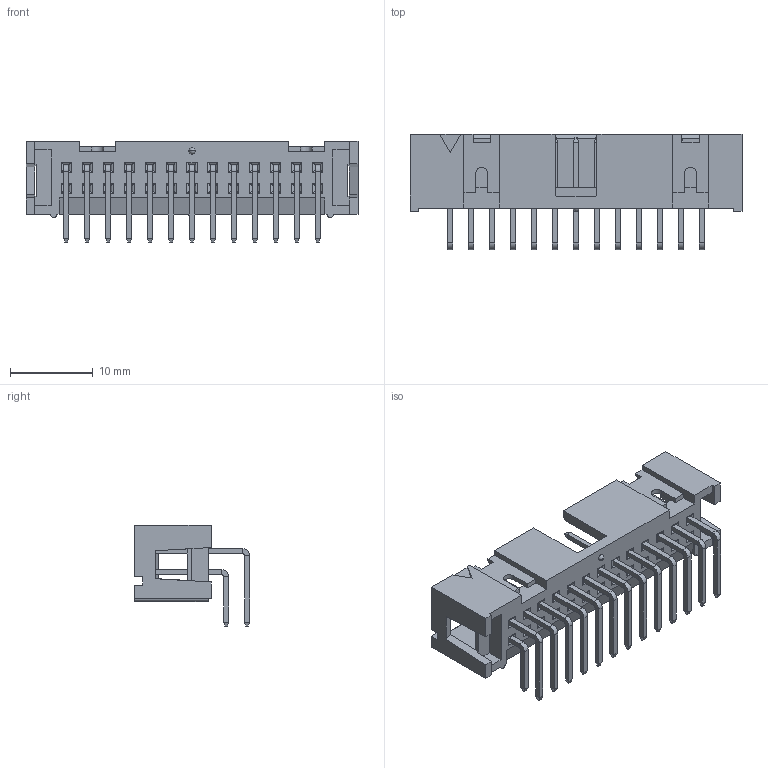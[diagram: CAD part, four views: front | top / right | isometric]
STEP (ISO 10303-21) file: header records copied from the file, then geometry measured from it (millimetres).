
FILE_DESCRIPTION((''),'2;1');
FILE_NAME('75867_Y05_ASM','2006-12-07T',('DaLegrand'),('FCI - CDC Division'),'PRO/ENGINEER BY PARAMETRIC TECHNOLOGY CORPORATION, 2004490','PRO/ENGINEER BY PARAMETRIC TECHNOLOGY CORPORATION, 2004490','');
FILE_SCHEMA(('CONFIG_CONTROL_DESIGN'));
Length unit declared in the file: millimetre
Products named in the file (4): 71965_Y26; 71953_X03; 71953_X04; 75867_Y05_ASM
Assembly tree (27 placements, depth 2):
  75867_Y05_ASM
    71965_Y26
    71953_X03  x13
    71953_X04  x13
Bounding box: 40.23 x 13.97 x 12.34 mm (x, y, z)
Volume: 1567.3 mm3; surface area: 3507 mm2
Topology: 27 solids, 27 shells, 877 faces, 1965 edges, 1133 vertices
Faces by surface type: plane 660, cylinder 215, sphere 2
Entity records: 11414 total; most frequent: CARTESIAN_POINT 2774, ORIENTED_EDGE 1814, DIRECTION 1579, EDGE_CURVE 907, VECTOR 769, LINE 769, VERTEX_POINT 557, AXIS2_PLACEMENT_3D 405
